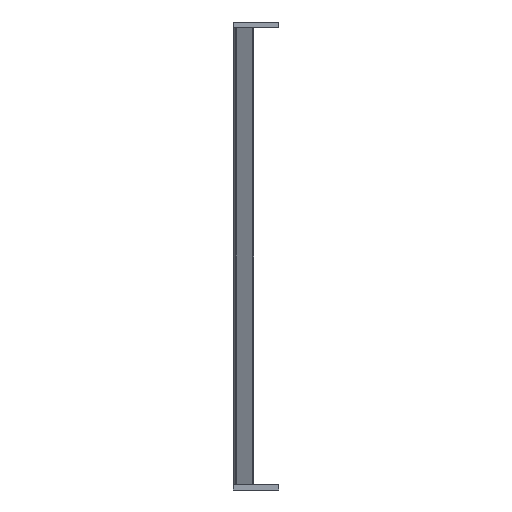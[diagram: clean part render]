
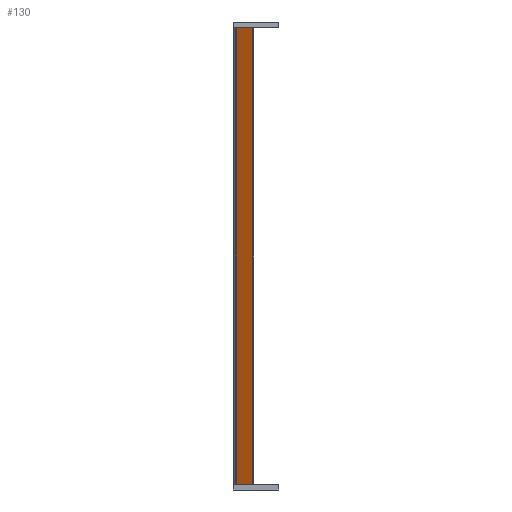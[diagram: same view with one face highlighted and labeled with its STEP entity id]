
A CAD part, left-side view. The second image highlights one B-rep face of the part: STEP entity #130.
In plain terms, the highlighted planar face has unit normal (-0.866, 0.5, 0).
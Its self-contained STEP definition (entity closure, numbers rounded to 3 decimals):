
#24 = LINE ( 'NONE', #463, #913 ) ;
#26 = ORIENTED_EDGE ( 'NONE', *, *, #408, .F. ) ;
#47 = CARTESIAN_POINT ( 'NONE',  ( -19.34, -2., 0. ) ) ;
#49 = EDGE_CURVE ( 'NONE', #137, #449, #282, .T. ) ;
#81 = CARTESIAN_POINT ( 'NONE',  ( -28., -17., -400. ) ) ;
#83 = CARTESIAN_POINT ( 'NONE',  ( -19.34, -2., -400. ) ) ;
#111 = VECTOR ( 'NONE', #194, 1000. ) ;
#130 = ADVANCED_FACE ( 'NONE', ( #698 ), #446, .F. ) ;
#137 = VERTEX_POINT ( 'NONE', #81 ) ;
#138 = EDGE_LOOP ( 'NONE', ( #663, #26, #566, #177 ) ) ;
#147 = VERTEX_POINT ( 'NONE', #83 ) ;
#177 = ORIENTED_EDGE ( 'NONE', *, *, #49, .T. ) ;
#194 = DIRECTION ( 'NONE',  ( 0., 0., 1. ) ) ;
#280 = LINE ( 'NONE', #553, #111 ) ;
#282 = LINE ( 'NONE', #744, #643 ) ;
#344 = AXIS2_PLACEMENT_3D ( 'NONE', #588, #800, #513 ) ;
#383 = VERTEX_POINT ( 'NONE', #47 ) ;
#386 = DIRECTION ( 'NONE',  ( 0., 0., 1. ) ) ;
#408 = EDGE_CURVE ( 'NONE', #147, #383, #280, .T. ) ;
#446 = PLANE ( 'NONE',  #344 ) ;
#447 = DIRECTION ( 'NONE',  ( 0.5, 0.866, 0. ) ) ;
#449 = VERTEX_POINT ( 'NONE', #848 ) ;
#463 = CARTESIAN_POINT ( 'NONE',  ( -18.762, -1., 0. ) ) ;
#513 = DIRECTION ( 'NONE',  ( 0.5, 0.866, 0. ) ) ;
#534 = DIRECTION ( 'NONE',  ( 0.5, 0.866, 0. ) ) ;
#553 = CARTESIAN_POINT ( 'NONE',  ( -19.34, -2., -400. ) ) ;
#566 = ORIENTED_EDGE ( 'NONE', *, *, #669, .F. ) ;
#588 = CARTESIAN_POINT ( 'NONE',  ( -18.762, -1., -400. ) ) ;
#589 = CARTESIAN_POINT ( 'NONE',  ( -18.762, -1., -400. ) ) ;
#643 = VECTOR ( 'NONE', #386, 1000. ) ;
#648 = VECTOR ( 'NONE', #447, 1000. ) ;
#663 = ORIENTED_EDGE ( 'NONE', *, *, #837, .T. ) ;
#669 = EDGE_CURVE ( 'NONE', #137, #147, #672, .T. ) ;
#672 = LINE ( 'NONE', #589, #648 ) ;
#698 = FACE_OUTER_BOUND ( 'NONE', #138, .T. ) ;
#744 = CARTESIAN_POINT ( 'NONE',  ( -28., -17., -400. ) ) ;
#800 = DIRECTION ( 'NONE',  ( 0.866, -0.5, 0. ) ) ;
#837 = EDGE_CURVE ( 'NONE', #449, #383, #24, .T. ) ;
#848 = CARTESIAN_POINT ( 'NONE',  ( -28., -17., 0. ) ) ;
#913 = VECTOR ( 'NONE', #534, 1000. ) ;
